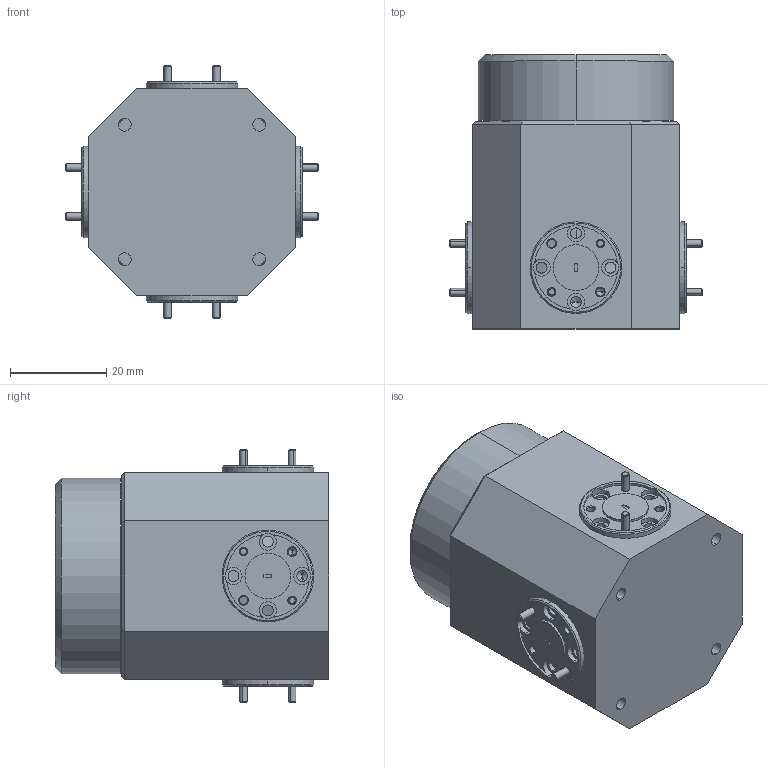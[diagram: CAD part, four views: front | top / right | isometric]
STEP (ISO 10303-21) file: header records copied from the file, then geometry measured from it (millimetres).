
FILE_DESCRIPTION (( 'STEP AP203' ), '1' );
FILE_NAME ('WJ-MD-A.STEP', '2023-08-11T22:06:19', ( '' ), ( '' ), 'SwSTEP 2.0', 'SolidWorks 2021', '' );
FILE_SCHEMA (( 'CONFIG_CONTROL_DESIGN' ));
Length unit declared in the file: inch
Products named in the file (1): WJ-MD-A
Bounding box: 52.45 x 56.92 x 52.45 mm (x, y, z)
Volume: 89645.4 mm3; surface area: 15561.6 mm2
Topology: 6 solids, 6 shells, 374 faces, 867 edges, 536 vertices
Faces by surface type: cylinder 187, cone 94, plane 93
Entity records: 11088 total; most frequent: CARTESIAN_POINT 2344, DIRECTION 1965, ORIENTED_EDGE 1686, EDGE_CURVE 843, AXIS2_PLACEMENT_3D 793, VERTEX_POINT 536, EDGE_LOOP 429, CIRCLE 418
